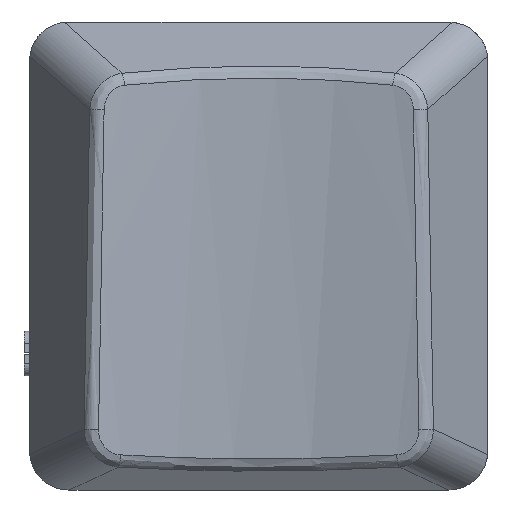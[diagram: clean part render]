
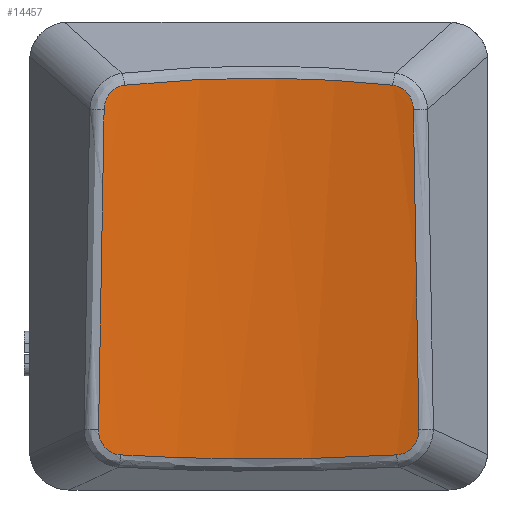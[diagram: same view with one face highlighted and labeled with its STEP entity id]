
A CAD part, top view. The second image highlights one B-rep face of the part: STEP entity #14457.
In plain terms, the highlighted cylindrical face has radius 25 mm (diameter 50 mm), a partial arc.
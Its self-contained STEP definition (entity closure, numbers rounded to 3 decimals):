
#18=(
BOUNDED_CURVE()
B_SPLINE_CURVE(3,(#22291,#22292,#22293,#22294,#22295,#22296,#22297),
 .UNSPECIFIED.,.F.,.F.)
B_SPLINE_CURVE_WITH_KNOTS((4,1,1,1,4),(0.143,0.488,
0.838,1.182,1.514),.UNSPECIFIED.)
CURVE()
GEOMETRIC_REPRESENTATION_ITEM()
RATIONAL_B_SPLINE_CURVE((1.,1.,1.,1.,1.,1.,
1.))
REPRESENTATION_ITEM('')
);
#19=(
BOUNDED_CURVE()
B_SPLINE_CURVE(3,(#22305,#22306,#22307,#22308,#22309,#22310,#22311),
 .UNSPECIFIED.,.F.,.F.)
B_SPLINE_CURVE_WITH_KNOTS((4,1,1,1,4),(0.076,0.409,
0.752,1.102,1.448),.UNSPECIFIED.)
CURVE()
GEOMETRIC_REPRESENTATION_ITEM()
RATIONAL_B_SPLINE_CURVE((1.,1.,1.,1.,1.,1.,
1.))
REPRESENTATION_ITEM('')
);
#20=(
BOUNDED_CURVE()
B_SPLINE_CURVE(3,(#22315,#22316,#22317,#22318,#22319,#22320,#22321),
 .UNSPECIFIED.,.F.,.F.)
B_SPLINE_CURVE_WITH_KNOTS((4,1,1,1,4),(0.095,0.449,
0.82,1.193,1.556),.UNSPECIFIED.)
CURVE()
GEOMETRIC_REPRESENTATION_ITEM()
RATIONAL_B_SPLINE_CURVE((1.,1.,1.,1.,1.,1.,
1.))
REPRESENTATION_ITEM('')
);
#21=(
BOUNDED_CURVE()
B_SPLINE_CURVE(3,(#22323,#22324,#22325,#22326,#22327),.UNSPECIFIED.,.F.,
 .F.)
B_SPLINE_CURVE_WITH_KNOTS((4,1,4),(-0.111,5.314,10.738),
 .UNSPECIFIED.)
CURVE()
GEOMETRIC_REPRESENTATION_ITEM()
RATIONAL_B_SPLINE_CURVE((1.,1.,1.,1.,1.))
REPRESENTATION_ITEM('')
);
#22=(
BOUNDED_CURVE()
B_SPLINE_CURVE(3,(#22329,#22330,#22331,#22332,#22333,#22334,#22335),
 .UNSPECIFIED.,.F.,.F.)
B_SPLINE_CURVE_WITH_KNOTS((4,1,1,1,4),(0.103,0.467,
0.84,1.21,1.565),.UNSPECIFIED.)
CURVE()
GEOMETRIC_REPRESENTATION_ITEM()
RATIONAL_B_SPLINE_CURVE((1.,1.,1.,1.,1.,1.,1.))
REPRESENTATION_ITEM('')
);
#111=ELLIPSE('',#15486,2243.648,51.849);
#112=ELLIPSE('',#15487,2243.705,51.851);
#1434=FACE_OUTER_BOUND('',#2278,.T.);
#2278=EDGE_LOOP('',(#10957,#10958,#10959,#10960,#10961,#10962,#10963,#10964));
#6199=B_SPLINE_CURVE_WITH_KNOTS('',3,(#22299,#22300,#22301,#22302,#22303),
 .UNSPECIFIED.,.F.,.F.,(4,1,4),(-0.081,5.193,10.467),
 .UNSPECIFIED.);
#6666=VERTEX_POINT('',#22289);
#6667=VERTEX_POINT('',#22290);
#6668=VERTEX_POINT('',#22298);
#6669=VERTEX_POINT('',#22304);
#6670=VERTEX_POINT('',#22312);
#6671=VERTEX_POINT('',#22314);
#6672=VERTEX_POINT('',#22322);
#6673=VERTEX_POINT('',#22328);
#8247=EDGE_CURVE('',#6666,#6667,#18,.T.);
#8248=EDGE_CURVE('',#6668,#6667,#6199,.T.);
#8249=EDGE_CURVE('',#6668,#6669,#19,.T.);
#8250=EDGE_CURVE('',#6669,#6670,#111,.T.);
#8251=EDGE_CURVE('',#6670,#6671,#20,.T.);
#8252=EDGE_CURVE('',#6672,#6671,#21,.T.);
#8253=EDGE_CURVE('',#6672,#6673,#22,.T.);
#8254=EDGE_CURVE('',#6673,#6666,#112,.T.);
#10957=ORIENTED_EDGE('',*,*,#8247,.T.);
#10958=ORIENTED_EDGE('',*,*,#8248,.F.);
#10959=ORIENTED_EDGE('',*,*,#8249,.T.);
#10960=ORIENTED_EDGE('',*,*,#8250,.T.);
#10961=ORIENTED_EDGE('',*,*,#8251,.T.);
#10962=ORIENTED_EDGE('',*,*,#8252,.F.);
#10963=ORIENTED_EDGE('',*,*,#8253,.T.);
#10964=ORIENTED_EDGE('',*,*,#8254,.T.);
#14119=CYLINDRICAL_SURFACE('',#15485,25.);
#14457=ADVANCED_FACE('',(#1434),#14119,.F.);
#15485=AXIS2_PLACEMENT_3D('',#22288,#17486,#17487);
#15486=AXIS2_PLACEMENT_3D('',#22313,#17488,#17489);
#15487=AXIS2_PLACEMENT_3D('',#22336,#17490,#17491);
#17486=DIRECTION('center_axis',(0.,0.999,
0.035));
#17487=DIRECTION('ref_axis',(0.25,0.034,-0.968));
#17488=DIRECTION('center_axis',(-0.866,0.,
0.5));
#17489=DIRECTION('ref_axis',(-0.012,-1.,-0.022));
#17490=DIRECTION('center_axis',(0.866,0.,
0.5));
#17491=DIRECTION('ref_axis',(0.012,-1.,-0.022));
#22288=CARTESIAN_POINT('Origin',(0.,-1.357,
32.08));
#22289=CARTESIAN_POINT('',(5.915,5.581,8.018));
#22290=CARTESIAN_POINT('',(5.126,6.525,7.872));
#22291=CARTESIAN_POINT('Ctrl Pts',(5.915,5.581,8.018));
#22292=CARTESIAN_POINT('Ctrl Pts',(5.913,5.696,8.021));
#22293=CARTESIAN_POINT('Ctrl Pts',(5.874,5.928,8.02));
#22294=CARTESIAN_POINT('Ctrl Pts',(5.707,6.235,7.99));
#22295=CARTESIAN_POINT('Ctrl Pts',(5.444,6.451,7.937));
#22296=CARTESIAN_POINT('Ctrl Pts',(5.232,6.514,7.894));
#22297=CARTESIAN_POINT('Ctrl Pts',(5.126,6.525,7.872));
#22298=CARTESIAN_POINT('',(-5.126,6.525,7.872));
#22299=CARTESIAN_POINT('Ctrl Pts',(-5.126,6.525,7.872));
#22300=CARTESIAN_POINT('Ctrl Pts',(-3.447,6.707,7.526));
#22301=CARTESIAN_POINT('Ctrl Pts',(0.,6.892,
7.173));
#22302=CARTESIAN_POINT('Ctrl Pts',(3.447,6.707,7.526));
#22303=CARTESIAN_POINT('Ctrl Pts',(5.126,6.525,7.872));
#22304=CARTESIAN_POINT('',(-5.915,5.581,8.018));
#22305=CARTESIAN_POINT('Ctrl Pts',(-5.126,6.525,7.872));
#22306=CARTESIAN_POINT('Ctrl Pts',(-5.232,6.514,7.894));
#22307=CARTESIAN_POINT('Ctrl Pts',(-5.444,6.451,7.937));
#22308=CARTESIAN_POINT('Ctrl Pts',(-5.707,6.235,7.99));
#22309=CARTESIAN_POINT('Ctrl Pts',(-5.874,5.928,8.02));
#22310=CARTESIAN_POINT('Ctrl Pts',(-5.913,5.696,8.021));
#22311=CARTESIAN_POINT('Ctrl Pts',(-5.915,5.581,8.018));
#22312=CARTESIAN_POINT('',(-6.126,-6.648,7.643));
#22313=CARTESIAN_POINT('Origin',(7.007,-876.393,29.795));
#22314=CARTESIAN_POINT('',(-5.275,-7.613,7.41));
#22315=CARTESIAN_POINT('Ctrl Pts',(-6.126,-6.648,
7.643));
#22316=CARTESIAN_POINT('Ctrl Pts',(-6.128,-6.766,
7.639));
#22317=CARTESIAN_POINT('Ctrl Pts',(-6.093,-7.008,
7.622));
#22318=CARTESIAN_POINT('Ctrl Pts',(-5.913,-7.328,
7.566));
#22319=CARTESIAN_POINT('Ctrl Pts',(-5.623,-7.548,
7.489));
#22320=CARTESIAN_POINT('Ctrl Pts',(-5.391,-7.606,
7.435));
#22321=CARTESIAN_POINT('Ctrl Pts',(-5.275,-7.613,
7.41));
#22322=CARTESIAN_POINT('',(5.275,-7.613,7.41));
#22323=CARTESIAN_POINT('Ctrl Pts',(5.275,-7.613,7.41));
#22324=CARTESIAN_POINT('Ctrl Pts',(3.545,-7.716,7.033));
#22325=CARTESIAN_POINT('Ctrl Pts',(0.,-7.821,
6.649));
#22326=CARTESIAN_POINT('Ctrl Pts',(-3.545,-7.716,
7.033));
#22327=CARTESIAN_POINT('Ctrl Pts',(-5.275,-7.613,
7.41));
#22328=CARTESIAN_POINT('',(6.126,-6.648,7.643));
#22329=CARTESIAN_POINT('Ctrl Pts',(5.275,-7.613,7.41));
#22330=CARTESIAN_POINT('Ctrl Pts',(5.391,-7.606,7.435));
#22331=CARTESIAN_POINT('Ctrl Pts',(5.623,-7.548,7.489));
#22332=CARTESIAN_POINT('Ctrl Pts',(5.913,-7.328,7.566));
#22333=CARTESIAN_POINT('Ctrl Pts',(6.093,-7.008,7.622));
#22334=CARTESIAN_POINT('Ctrl Pts',(6.128,-6.766,7.639));
#22335=CARTESIAN_POINT('Ctrl Pts',(6.126,-6.648,7.643));
#22336=CARTESIAN_POINT('Origin',(-7.007,-876.432,29.796));
